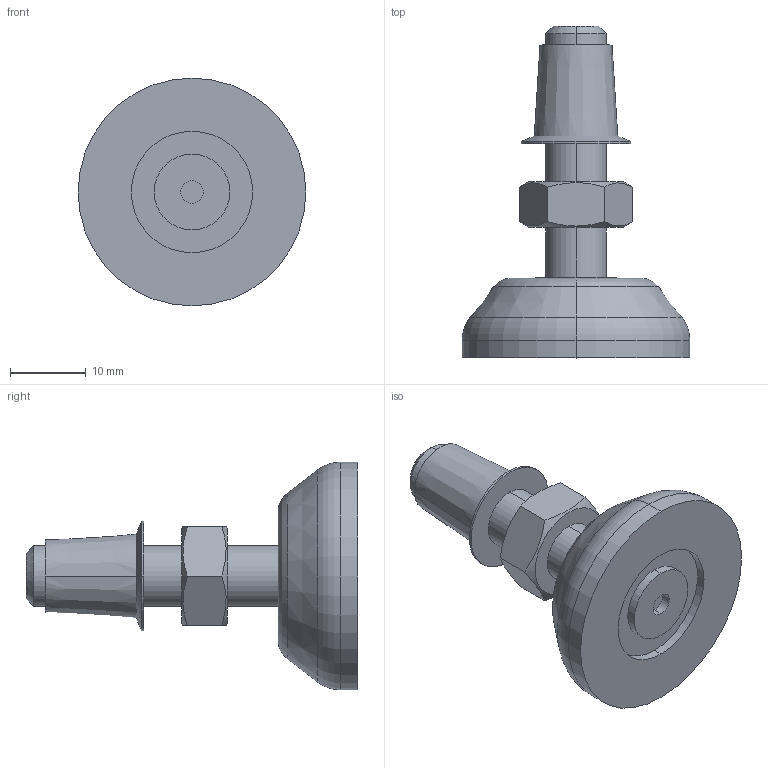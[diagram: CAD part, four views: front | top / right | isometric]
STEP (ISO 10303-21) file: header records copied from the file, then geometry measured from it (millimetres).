
FILE_DESCRIPTION (( 'STEP AP203' ), '1' );
FILE_NAME ('KC-1288-3.STEP', '2018-03-05T05:59:38', ( '' ), ( '' ), 'SwSTEP 2.0', 'SolidWorks 2014', '' );
FILE_SCHEMA (( 'CONFIG_CONTROL_DESIGN' ));
Length unit declared in the file: millimetre
Products named in the file (4): KC-1288_M8僫僢僩L6; KC-1288-3; KC-1288-3_M8僔儍僼僩; KC-1288_摿庩僫僢僩M8
Assembly tree (3 placements, depth 2):
  KC-1288-3
    KC-1288-3_M8僔儍僼僩
    KC-1288_M8僫僢僩L6
    KC-1288_摿庩僫僢僩M8
Bounding box: 30 x 43.7 x 30 mm (x, y, z)
Volume: 8557.4 mm3; surface area: 4466.3 mm2
Topology: 3 solids, 3 shells, 48 faces, 102 edges, 64 vertices
Faces by surface type: cylinder 16, plane 16, cone 12, torus 4
Entity records: 1820 total; most frequent: CARTESIAN_POINT 348, DIRECTION 246, ORIENTED_EDGE 204, AXIS2_PLACEMENT_3D 106, EDGE_CURVE 102, VERTEX_POINT 64, EDGE_LOOP 56, CIRCLE 52
